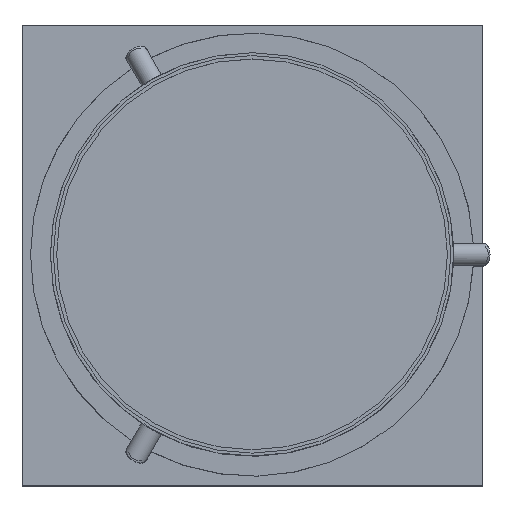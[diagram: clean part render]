
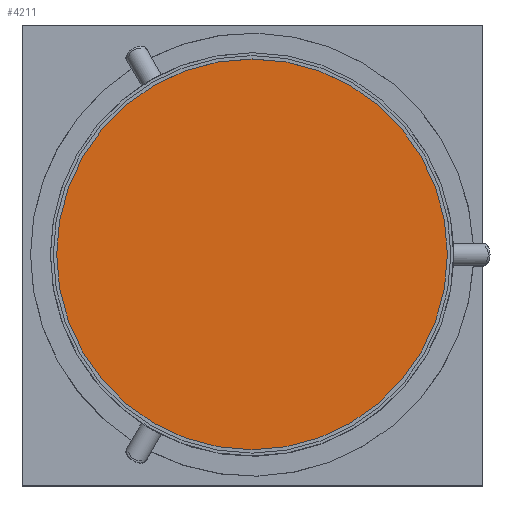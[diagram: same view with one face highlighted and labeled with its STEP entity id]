
A CAD part, top view. The second image highlights one B-rep face of the part: STEP entity #4211.
In plain terms, the highlighted planar face has unit normal (0, 0, 1).
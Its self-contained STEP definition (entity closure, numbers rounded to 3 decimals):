
#256=CIRCLE('',#4594,344.);
#423=PLANE('',#4593);
#626=FACE_OUTER_BOUND('',#914,.T.);
#914=EDGE_LOOP('',(#3464));
#2028=VERTEX_POINT('',#7501);
#2528=EDGE_CURVE('',#2028,#2028,#256,.T.);
#3464=ORIENTED_EDGE('',*,*,#2528,.T.);
#4211=ADVANCED_FACE('',(#626),#423,.T.);
#4593=AXIS2_PLACEMENT_3D('',#7500,#5452,#5453);
#4594=AXIS2_PLACEMENT_3D('',#7502,#5454,#5455);
#5452=DIRECTION('center_axis',(0.,0.,1.));
#5453=DIRECTION('ref_axis',(1.,0.,0.));
#5454=DIRECTION('center_axis',(0.,0.,1.));
#5455=DIRECTION('ref_axis',(-1.,0.,0.));
#7500=CARTESIAN_POINT('Origin',(0.,0.,300.));
#7501=CARTESIAN_POINT('',(344.,0.,300.));
#7502=CARTESIAN_POINT('Origin',(0.,0.,300.));
